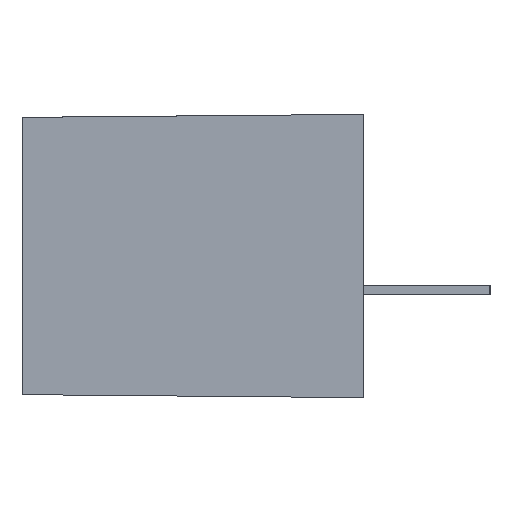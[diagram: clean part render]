
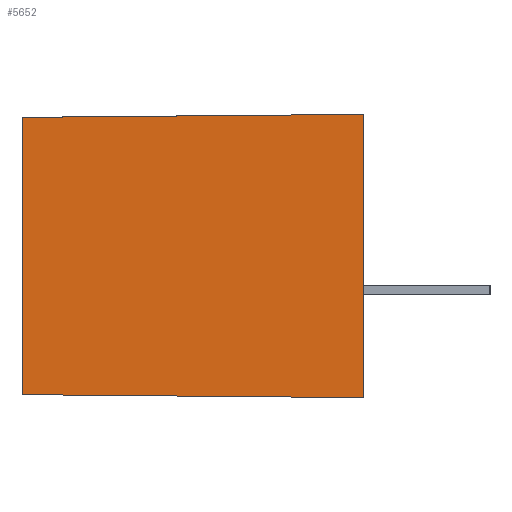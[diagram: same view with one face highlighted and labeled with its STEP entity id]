
A CAD part, left-side view. The second image highlights one B-rep face of the part: STEP entity #5652.
In plain terms, the highlighted planar face has unit normal (-1, 0.009, 0).
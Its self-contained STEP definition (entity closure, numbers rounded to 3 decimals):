
#216 = EDGE_CURVE ( 'NONE', #4707, #4445, #4209, .T. ) ;
#727 = EDGE_CURVE ( 'NONE', #1895, #5909, #1054, .T. ) ;
#1054 = LINE ( 'NONE', #4792, #3279 ) ;
#1142 = AXIS2_PLACEMENT_3D ( 'NONE', #2217, #1767, #2241 ) ;
#1191 = EDGE_LOOP ( 'NONE', ( #3709, #6016, #5186, #6038 ) ) ;
#1203 = EDGE_CURVE ( 'NONE', #4445, #5909, #2897, .T. ) ;
#1585 = VECTOR ( 'NONE', #2059, 1000. ) ;
#1767 = DIRECTION ( 'NONE',  ( -1., 0.009, 0. ) ) ;
#1895 = VERTEX_POINT ( 'NONE', #3853 ) ;
#2059 = DIRECTION ( 'NONE',  ( -0.009, -1., -0.009 ) ) ;
#2184 = LINE ( 'NONE', #3525, #3335 ) ;
#2217 = CARTESIAN_POINT ( 'NONE',  ( -10.9, -0.5, 4.6 ) ) ;
#2234 = CARTESIAN_POINT ( 'NONE',  ( -10.803, 10.6, 4.6 ) ) ;
#2241 = DIRECTION ( 'NONE',  ( -0.009, -1., 0. ) ) ;
#2480 = DIRECTION ( 'NONE',  ( 0., 0., -1. ) ) ;
#2768 = EDGE_CURVE ( 'NONE', #4707, #1895, #2184, .T. ) ;
#2841 = CARTESIAN_POINT ( 'NONE',  ( -10.803, 10.6, -4.503 ) ) ;
#2897 = LINE ( 'NONE', #5534, #1585 ) ;
#2900 = VECTOR ( 'NONE', #3724, 1000. ) ;
#3279 = VECTOR ( 'NONE', #2480, 1000. ) ;
#3335 = VECTOR ( 'NONE', #5585, 1000. ) ;
#3525 = CARTESIAN_POINT ( 'NONE',  ( -10.9, -0.5, 4.6 ) ) ;
#3543 = PLANE ( 'NONE',  #1142 ) ;
#3709 = ORIENTED_EDGE ( 'NONE', *, *, #1203, .T. ) ;
#3724 = DIRECTION ( 'NONE',  ( 0., 0., -1. ) ) ;
#3853 = CARTESIAN_POINT ( 'NONE',  ( -10.9, -0.5, 4.6 ) ) ;
#4008 = FACE_OUTER_BOUND ( 'NONE', #1191, .T. ) ;
#4209 = LINE ( 'NONE', #2234, #2900 ) ;
#4445 = VERTEX_POINT ( 'NONE', #2841 ) ;
#4707 = VERTEX_POINT ( 'NONE', #5719 ) ;
#4792 = CARTESIAN_POINT ( 'NONE',  ( -10.9, -0.5, 4.6 ) ) ;
#4840 = CARTESIAN_POINT ( 'NONE',  ( -10.9, -0.5, -4.6 ) ) ;
#5186 = ORIENTED_EDGE ( 'NONE', *, *, #2768, .F. ) ;
#5534 = CARTESIAN_POINT ( 'NONE',  ( -10.899, -0.42, -4.599 ) ) ;
#5585 = DIRECTION ( 'NONE',  ( -0.009, -1., 0.009 ) ) ;
#5652 = ADVANCED_FACE ( 'NONE', ( #4008 ), #3543, .T. ) ;
#5719 = CARTESIAN_POINT ( 'NONE',  ( -10.803, 10.6, 4.503 ) ) ;
#5909 = VERTEX_POINT ( 'NONE', #4840 ) ;
#6016 = ORIENTED_EDGE ( 'NONE', *, *, #727, .F. ) ;
#6038 = ORIENTED_EDGE ( 'NONE', *, *, #216, .T. ) ;
